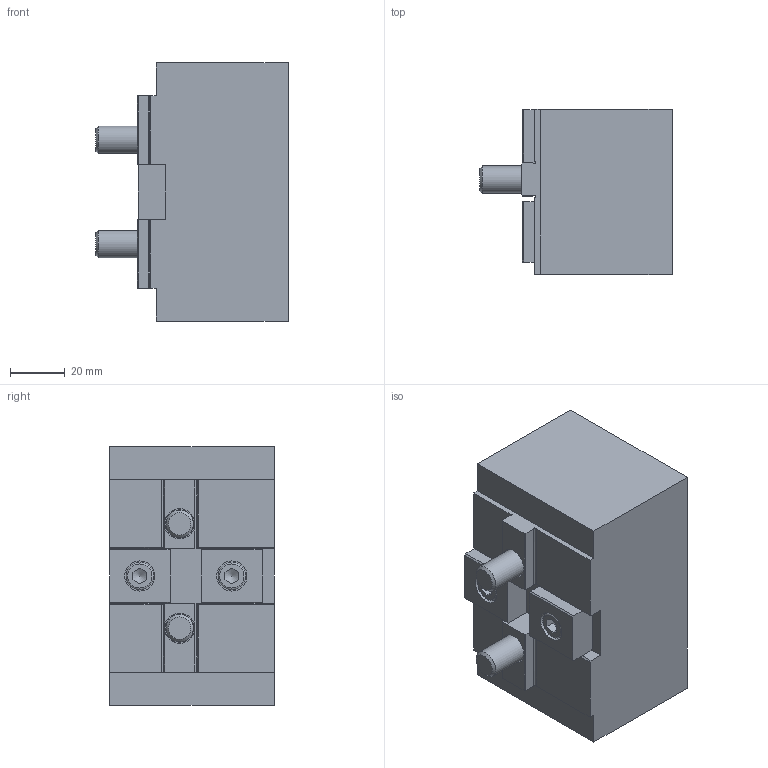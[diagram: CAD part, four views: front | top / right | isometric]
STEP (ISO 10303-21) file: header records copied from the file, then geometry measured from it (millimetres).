
FILE_DESCRIPTION(/* description */ (''),/* implementation_level */ '2;1');
FILE_NAME(/* name */ '311-0094-001-Kunde.stp',/* time_stamp */ '2023-01-20T10:52:15+01:00',/* author */ ('Chiacchiera'),/* organization */ (''),/* preprocessor_version */ 'ST-DEVELOPER v19.2',/* originating_system */ 'Autodesk Inventor 2023',/* authorisation */ '0 mm^3');
FILE_SCHEMA (('AUTOMOTIVE_DESIGN { 1 0 10303 214 3 1 1 }'));
Length unit declared in the file: millimetre
Products named in the file (1): 311-0094-001-Kunde
Bounding box: 70 x 60 x 94 mm (x, y, z)
Volume: 268448.4 mm3; surface area: 38722.5 mm2
Topology: 1 solids, 5 shells, 143 faces, 378 edges, 248 vertices
Faces by surface type: plane 103, cylinder 22, cone 10, torus 8
Full cylindrical faces by diameter (mm): 4.917 x2, 6 x2, 6.3 x2, 10 x4, 11 x4, 16 x2, 18 x2
Entity records: 4589 total; most frequent: CARTESIAN_POINT 820, ORIENTED_EDGE 744, DIRECTION 716, EDGE_CURVE 372, LINE 260, VECTOR 260, VERTEX_POINT 248, AXIS2_PLACEMENT_3D 228
